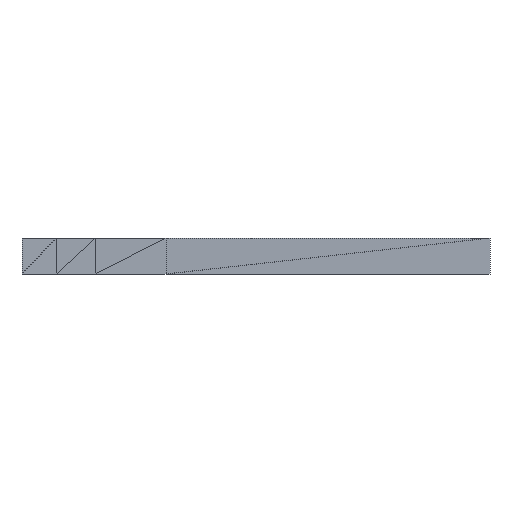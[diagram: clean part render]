
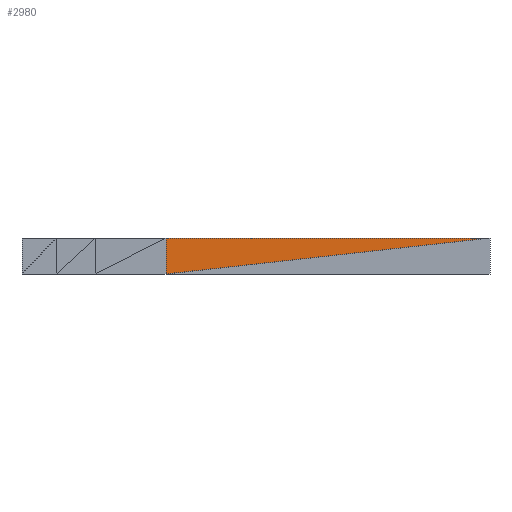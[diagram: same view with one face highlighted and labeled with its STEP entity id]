
A CAD part, front view. The second image highlights one B-rep face of the part: STEP entity #2980.
In plain terms, the highlighted planar face has unit normal (0, -1, 0).
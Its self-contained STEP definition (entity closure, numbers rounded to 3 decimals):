
#1390 = VERTEX_POINT('',#1391);
#1391 = CARTESIAN_POINT('',(52.5,-22.5,52.5));
#1546 = PLANE('',#1547);
#1547 = AXIS2_PLACEMENT_3D('',#1548,#1549,#1550);
#1548 = CARTESIAN_POINT('',(10.5,-19.5,52.5));
#1549 = DIRECTION('',(0.,-0.,-1.));
#1550 = DIRECTION('',(-1.,0.,-0.));
#1986 = VERTEX_POINT('',#1987);
#1987 = CARTESIAN_POINT('',(7.5,-22.5,52.5));
#2007 = EDGE_CURVE('',#1986,#1390,#2008,.T.);
#2008 = SURFACE_CURVE('',#2009,(#2013,#2020),.PCURVE_S1.);
#2009 = LINE('',#2010,#2011);
#2010 = CARTESIAN_POINT('',(7.5,-22.5,52.5));
#2011 = VECTOR('',#2012,1.);
#2012 = DIRECTION('',(1.,0.,0.));
#2013 = PCURVE('',#1546,#2014);
#2014 = DEFINITIONAL_REPRESENTATION('',(#2015),#2019);
#2015 = LINE('',#2016,#2017);
#2016 = CARTESIAN_POINT('',(3.,-3.));
#2017 = VECTOR('',#2018,1.);
#2018 = DIRECTION('',(-1.,0.));
#2019 = ( GEOMETRIC_REPRESENTATION_CONTEXT(2) 
PARAMETRIC_REPRESENTATION_CONTEXT() REPRESENTATION_CONTEXT('2D SPACE',''
  ) );
#2020 = PCURVE('',#2021,#2026);
#2021 = PLANE('',#2022);
#2022 = AXIS2_PLACEMENT_3D('',#2023,#2024,#2025);
#2023 = CARTESIAN_POINT('',(7.5,-22.5,47.5));
#2024 = DIRECTION('',(0.,1.,0.));
#2025 = DIRECTION('',(0.,-0.,1.));
#2026 = DEFINITIONAL_REPRESENTATION('',(#2027),#2030);
#2027 = B_SPLINE_CURVE_WITH_KNOTS('',1,(#2028,#2029),.UNSPECIFIED.,.F.,
  .F.,(2,2),(0.,45.),.PIECEWISE_BEZIER_KNOTS.);
#2028 = CARTESIAN_POINT('',(5.,0.));
#2029 = CARTESIAN_POINT('',(5.,45.));
#2030 = ( GEOMETRIC_REPRESENTATION_CONTEXT(2) 
PARAMETRIC_REPRESENTATION_CONTEXT() REPRESENTATION_CONTEXT('2D SPACE',''
  ) );
#2051 = PLANE('',#2052);
#2052 = AXIS2_PLACEMENT_3D('',#2053,#2054,#2055);
#2053 = CARTESIAN_POINT('',(7.5,-10.,52.5));
#2054 = DIRECTION('',(1.,0.,0.));
#2055 = DIRECTION('',(-0.,0.,1.));
#2067 = VERTEX_POINT('',#2068);
#2068 = CARTESIAN_POINT('',(7.5,-22.5,47.5));
#2149 = EDGE_CURVE('',#2067,#1986,#2150,.T.);
#2150 = SURFACE_CURVE('',#2151,(#2155,#2162),.PCURVE_S1.);
#2151 = LINE('',#2152,#2153);
#2152 = CARTESIAN_POINT('',(7.5,-22.5,47.5));
#2153 = VECTOR('',#2154,1.);
#2154 = DIRECTION('',(0.,0.,1.));
#2155 = PCURVE('',#2051,#2156);
#2156 = DEFINITIONAL_REPRESENTATION('',(#2157),#2161);
#2157 = LINE('',#2158,#2159);
#2158 = CARTESIAN_POINT('',(-5.,12.5));
#2159 = VECTOR('',#2160,1.);
#2160 = DIRECTION('',(1.,0.));
#2161 = ( GEOMETRIC_REPRESENTATION_CONTEXT(2) 
PARAMETRIC_REPRESENTATION_CONTEXT() REPRESENTATION_CONTEXT('2D SPACE',''
  ) );
#2162 = PCURVE('',#2021,#2163);
#2163 = DEFINITIONAL_REPRESENTATION('',(#2164),#2167);
#2164 = B_SPLINE_CURVE_WITH_KNOTS('',1,(#2165,#2166),.UNSPECIFIED.,.F.,
  .F.,(2,2),(0.,5.),.PIECEWISE_BEZIER_KNOTS.);
#2165 = CARTESIAN_POINT('',(0.,0.));
#2166 = CARTESIAN_POINT('',(5.,0.));
#2167 = ( GEOMETRIC_REPRESENTATION_CONTEXT(2) 
PARAMETRIC_REPRESENTATION_CONTEXT() REPRESENTATION_CONTEXT('2D SPACE',''
  ) );
#2241 = PLANE('',#2242);
#2242 = AXIS2_PLACEMENT_3D('',#2243,#2244,#2245);
#2243 = CARTESIAN_POINT('',(52.5,-22.5,52.5));
#2244 = DIRECTION('',(0.,1.,0.));
#2245 = DIRECTION('',(0.,-0.,1.));
#2980 = ADVANCED_FACE('',(#2981),#2021,.F.);
#2981 = FACE_BOUND('',#2982,.T.);
#2982 = EDGE_LOOP('',(#2983,#3003,#3004));
#2983 = ORIENTED_EDGE('',*,*,#2984,.T.);
#2984 = EDGE_CURVE('',#2067,#1390,#2985,.T.);
#2985 = SURFACE_CURVE('',#2986,(#2990,#2997),.PCURVE_S1.);
#2986 = LINE('',#2987,#2988);
#2987 = CARTESIAN_POINT('',(7.5,-22.5,47.5));
#2988 = VECTOR('',#2989,1.);
#2989 = DIRECTION('',(0.994,0.,0.11));
#2990 = PCURVE('',#2021,#2991);
#2991 = DEFINITIONAL_REPRESENTATION('',(#2992),#2996);
#2992 = LINE('',#2993,#2994);
#2993 = CARTESIAN_POINT('',(0.,0.));
#2994 = VECTOR('',#2995,1.);
#2995 = DIRECTION('',(0.11,0.994));
#2996 = ( GEOMETRIC_REPRESENTATION_CONTEXT(2) 
PARAMETRIC_REPRESENTATION_CONTEXT() REPRESENTATION_CONTEXT('2D SPACE',''
  ) );
#2997 = PCURVE('',#2241,#2998);
#2998 = DEFINITIONAL_REPRESENTATION('',(#2999),#3002);
#2999 = B_SPLINE_CURVE_WITH_KNOTS('',1,(#3000,#3001),.UNSPECIFIED.,.F.,
  .F.,(2,2),(0.,45.277),.PIECEWISE_BEZIER_KNOTS.);
#3000 = CARTESIAN_POINT('',(-5.,-45.));
#3001 = CARTESIAN_POINT('',(0.,0.));
#3002 = ( GEOMETRIC_REPRESENTATION_CONTEXT(2) 
PARAMETRIC_REPRESENTATION_CONTEXT() REPRESENTATION_CONTEXT('2D SPACE',''
  ) );
#3003 = ORIENTED_EDGE('',*,*,#2007,.F.);
#3004 = ORIENTED_EDGE('',*,*,#2149,.F.);
